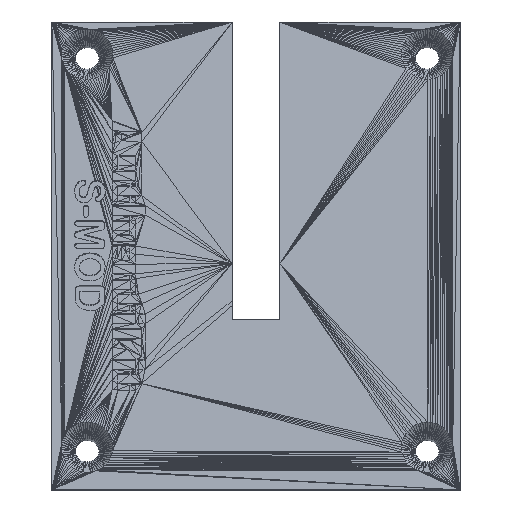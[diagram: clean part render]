
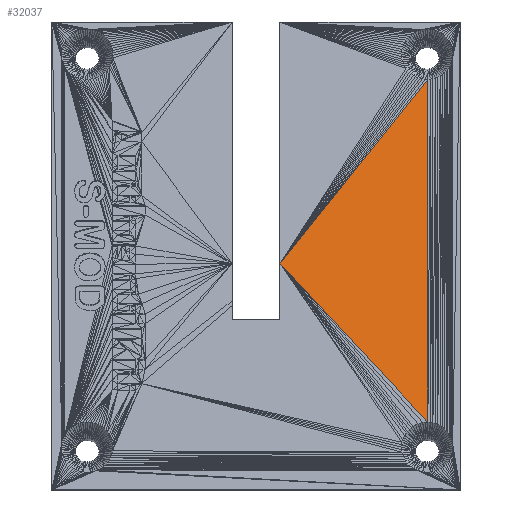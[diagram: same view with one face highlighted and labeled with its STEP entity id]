
A CAD part, top view. The second image highlights one B-rep face of the part: STEP entity #32037.
In plain terms, the highlighted planar face has unit normal (0, 0.233, 0.972).
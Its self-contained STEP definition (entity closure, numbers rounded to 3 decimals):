
#2010=FACE_OUTER_BOUND('',#4628,.T.);
#4628=EDGE_LOOP('',(#24179,#24180,#24181,#24182));
#8241=LINE('',#49754,#12191);
#8246=LINE('',#49764,#12196);
#8247=LINE('',#49767,#12197);
#8248=LINE('',#49768,#12198);
#12191=VECTOR('',#41256,10.);
#12196=VECTOR('',#41265,10.);
#12197=VECTOR('',#41268,10.);
#12198=VECTOR('',#41269,10.);
#14609=VERTEX_POINT('',#49750);
#14610=VERTEX_POINT('',#49752);
#14613=VERTEX_POINT('',#49762);
#14614=VERTEX_POINT('',#49766);
#17802=EDGE_CURVE('',#14609,#14610,#8241,.T.);
#17807=EDGE_CURVE('',#14610,#14613,#8246,.T.);
#17808=EDGE_CURVE('',#14614,#14609,#8247,.T.);
#17809=EDGE_CURVE('',#14614,#14613,#8248,.T.);
#24179=ORIENTED_EDGE('',*,*,#17808,.T.);
#24180=ORIENTED_EDGE('',*,*,#17802,.T.);
#24181=ORIENTED_EDGE('',*,*,#17807,.T.);
#24182=ORIENTED_EDGE('',*,*,#17809,.F.);
#29548=PLANE('',#34671);
#32037=ADVANCED_FACE('',(#2010),#29548,.T.);
#34671=AXIS2_PLACEMENT_3D('',#49765,#41266,#41267);
#41256=DIRECTION('',(0.672,-0.72,0.173));
#41265=DIRECTION('',(0.,0.972,-0.233));
#41266=DIRECTION('center_axis',(0.,0.233,
0.972));
#41267=DIRECTION('ref_axis',(1.,0.,0.));
#41268=DIRECTION('',(0.,-0.972,0.233));
#41269=DIRECTION('',(0.615,0.767,-0.184));
#49750=CARTESIAN_POINT('',(4.048,-97.051,77.305));
#49752=CARTESIAN_POINT('',(28.747,-123.533,83.663));
#49754=CARTESIAN_POINT('',(4.04,-97.042,77.303));
#49762=CARTESIAN_POINT('',(28.747,-66.241,69.908));
#49764=CARTESIAN_POINT('',(28.747,-123.533,83.663));
#49765=CARTESIAN_POINT('Origin',(4.04,-97.042,77.303));
#49766=CARTESIAN_POINT('',(4.048,-97.031,77.3));
#49767=CARTESIAN_POINT('',(4.048,-101.708,78.423));
#49768=CARTESIAN_POINT('',(4.04,-97.042,77.303));
